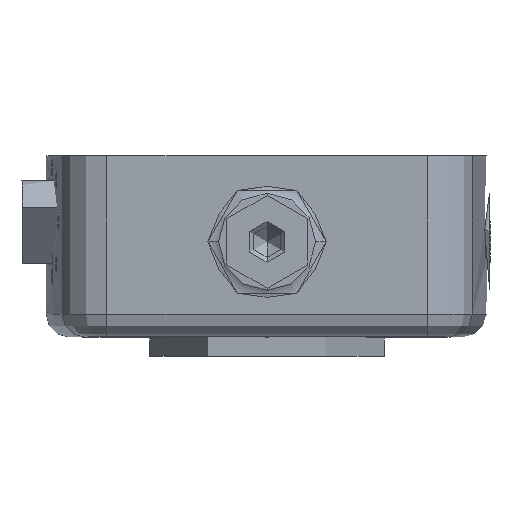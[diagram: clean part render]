
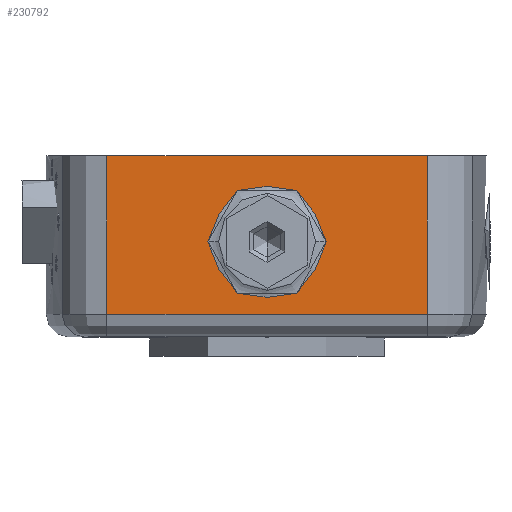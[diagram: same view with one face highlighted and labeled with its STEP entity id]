
A CAD part, front view. The second image highlights one B-rep face of the part: STEP entity #230792.
In plain terms, the highlighted planar face has unit normal (0, -1, 0).
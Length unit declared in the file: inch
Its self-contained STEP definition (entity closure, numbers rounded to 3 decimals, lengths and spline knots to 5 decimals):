
#3671 = ORIENTED_EDGE ( 'NONE', *, *, #20812, .T. ) ;
#12342 = VERTEX_POINT ( 'NONE', #135956 ) ;
#20812 = EDGE_CURVE ( 'NONE', #178454, #30874, #182539, .T. ) ;
#24785 = VERTEX_POINT ( 'NONE', #56221 ) ;
#30874 = VERTEX_POINT ( 'NONE', #43348 ) ;
#43348 = CARTESIAN_POINT ( 'NONE',  ( 0.70689, -0.97, 0.013 ) ) ;
#47100 = CARTESIAN_POINT ( 'NONE',  ( 0.70689, -0.97, -0.787 ) ) ;
#48346 = DIRECTION ( 'NONE',  ( 1., 0., 0. ) ) ;
#48995 = DIRECTION ( 'NONE',  ( 0., 0., 1. ) ) ;
#50505 = CARTESIAN_POINT ( 'NONE',  ( 0.70689, -0.97, -0.687 ) ) ;
#54526 = AXIS2_PLACEMENT_3D ( 'NONE', #81576, #104940, #214126 ) ;
#56221 = CARTESIAN_POINT ( 'NONE',  ( -0.70689, -0.97, -0.687 ) ) ;
#81576 = CARTESIAN_POINT ( 'NONE',  ( 0.70689, -0.97, -0.787 ) ) ;
#82331 = CARTESIAN_POINT ( 'NONE',  ( 0., -0.97, -0.367 ) ) ;
#90268 = CIRCLE ( 'NONE', #247011, 0.26145 ) ;
#93587 = LINE ( 'NONE', #269149, #177373 ) ;
#100165 = EDGE_LOOP ( 'NONE', ( #221204, #181487 ) ) ;
#104940 = DIRECTION ( 'NONE',  ( 0., -1., 0. ) ) ;
#133670 = VECTOR ( 'NONE', #202961, 39.37008 ) ;
#134265 = EDGE_CURVE ( 'NONE', #163303, #12342, #90268, .T. ) ;
#135956 = CARTESIAN_POINT ( 'NONE',  ( -0.26145, -0.97, -0.367 ) ) ;
#156992 = LINE ( 'NONE', #50505, #261699 ) ;
#163303 = VERTEX_POINT ( 'NONE', #202114 ) ;
#177373 = VECTOR ( 'NONE', #197886, 39.37008 ) ;
#178454 = VERTEX_POINT ( 'NONE', #263626 ) ;
#180853 = VECTOR ( 'NONE', #48995, 39.37008 ) ;
#181262 = EDGE_CURVE ( 'NONE', #243140, #30874, #93587, .T. ) ;
#181487 = ORIENTED_EDGE ( 'NONE', *, *, #249854, .T. ) ;
#182539 = LINE ( 'NONE', #47100, #133670 ) ;
#183071 = EDGE_LOOP ( 'NONE', ( #240703, #246910, #3671, #286304 ) ) ;
#197886 = DIRECTION ( 'NONE',  ( 1., 0., 0. ) ) ;
#202114 = CARTESIAN_POINT ( 'NONE',  ( 0.26145, -0.97, -0.367 ) ) ;
#202961 = DIRECTION ( 'NONE',  ( 0., 0., 1. ) ) ;
#203256 = CARTESIAN_POINT ( 'NONE',  ( 0., -0.97, -0.367 ) ) ;
#213261 = FACE_OUTER_BOUND ( 'NONE', #183071, .T. ) ;
#214126 = DIRECTION ( 'NONE',  ( 1., 0., 0. ) ) ;
#221204 = ORIENTED_EDGE ( 'NONE', *, *, #134265, .T. ) ;
#230792 = ADVANCED_FACE ( 'NONE', ( #247908, #213261 ), #285368, .T. ) ;
#239957 = CIRCLE ( 'NONE', #250961, 0.26145 ) ;
#240251 = DIRECTION ( 'NONE',  ( 1., 0., 0. ) ) ;
#240388 = LINE ( 'NONE', #247828, #180853 ) ;
#240703 = ORIENTED_EDGE ( 'NONE', *, *, #261441, .F. ) ;
#243140 = VERTEX_POINT ( 'NONE', #281077 ) ;
#246910 = ORIENTED_EDGE ( 'NONE', *, *, #265061, .T. ) ;
#247011 = AXIS2_PLACEMENT_3D ( 'NONE', #82331, #262595, #240251 ) ;
#247828 = CARTESIAN_POINT ( 'NONE',  ( -0.70689, -0.97, -0.787 ) ) ;
#247908 = FACE_BOUND ( 'NONE', #100165, .T. ) ;
#249854 = EDGE_CURVE ( 'NONE', #12342, #163303, #239957, .T. ) ;
#250961 = AXIS2_PLACEMENT_3D ( 'NONE', #203256, #250984, #48346 ) ;
#250984 = DIRECTION ( 'NONE',  ( 0., 1., 0. ) ) ;
#261441 = EDGE_CURVE ( 'NONE', #24785, #243140, #240388, .T. ) ;
#261699 = VECTOR ( 'NONE', #272786, 39.37008 ) ;
#262595 = DIRECTION ( 'NONE',  ( 0., 1., 0. ) ) ;
#263626 = CARTESIAN_POINT ( 'NONE',  ( 0.70689, -0.97, -0.687 ) ) ;
#265061 = EDGE_CURVE ( 'NONE', #24785, #178454, #156992, .T. ) ;
#269149 = CARTESIAN_POINT ( 'NONE',  ( 0.70689, -0.97, 0.013 ) ) ;
#272786 = DIRECTION ( 'NONE',  ( 1., 0., 0. ) ) ;
#281077 = CARTESIAN_POINT ( 'NONE',  ( -0.70689, -0.97, 0.013 ) ) ;
#285368 = PLANE ( 'NONE',  #54526 ) ;
#286304 = ORIENTED_EDGE ( 'NONE', *, *, #181262, .F. ) ;
